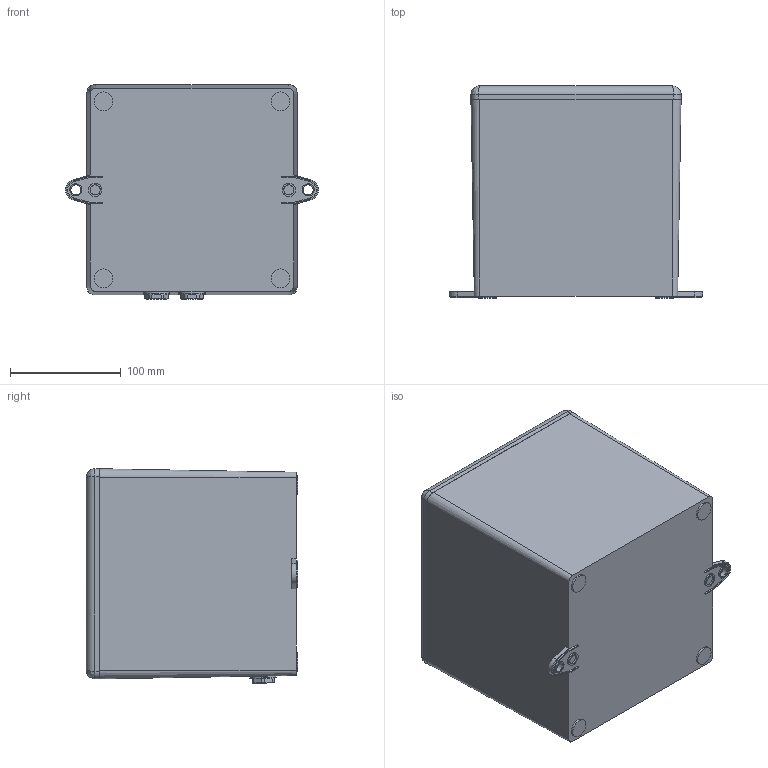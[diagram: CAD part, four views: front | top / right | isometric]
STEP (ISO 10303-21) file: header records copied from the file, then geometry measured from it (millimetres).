
FILE_DESCRIPTION (( 'STEP AP214' ), '1' );
FILE_NAME ('D221-05-051-3D_Issue_A.STEP', '2021-04-01T14:32:44', ( '' ), ( '' ), 'SwSTEP 2.0', 'SolidWorks 2020', '' );
FILE_SCHEMA (( 'AUTOMOTIVE_DESIGN' ));
Length unit declared in the file: millimetre
Products named in the file (6): D3502_Issue_D-Basic_sounder only; SCSSPL6x35-Basic; D151-50-001-3D_Issue_A-Basic; D3501_Issue_C-Basic; D221-05-051-3D_Issue_A; D3503_Issue_A- Basic
Assembly tree (9 placements, depth 2):
  D221-05-051-3D_Issue_A
    D3501_Issue_C-Basic
    D3502_Issue_D-Basic_sounder only
    D3503_Issue_A- Basic
    SCSSPL6x35-Basic  x4
    D151-50-001-3D_Issue_A-Basic  x2
Bounding box: 228.93 x 191.5 x 193.88 mm (x, y, z)
Volume: 1415391.8 mm3; surface area: 507828.3 mm2
Topology: 9 solids, 9 shells, 419 faces, 986 edges, 590 vertices
Faces by surface type: plane 179, cylinder 146, bspline 60, cone 26, torus 6, sphere 2
Full cylindrical faces by diameter (mm): 2.6 x4, 5 x8, 5.5 x4, 9 x4, 10 x4, 11 x2, 12 x2, 16 x2, 17.8 x2, 20.5 x2, 24 x2
Entity records: 9985 total; most frequent: CARTESIAN_POINT 3885, ORIENTED_EDGE 1198, DIRECTION 1150, EDGE_CURVE 599, AXIS2_PLACEMENT_3D 429, VERTEX_POINT 395, EDGE_LOOP 362, FACE_OUTER_BOUND 315
